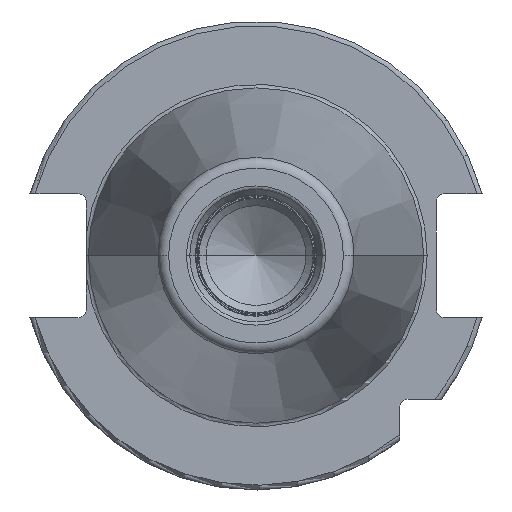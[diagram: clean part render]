
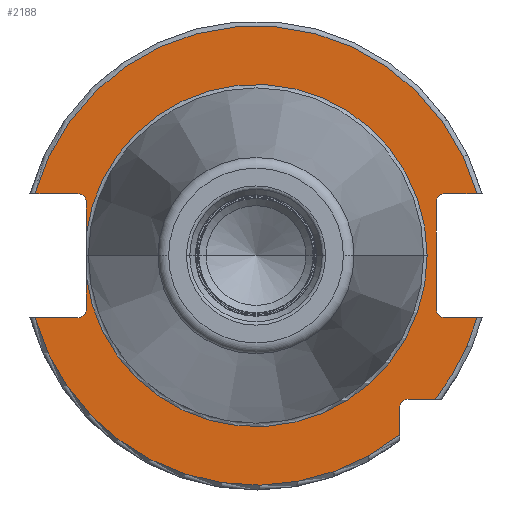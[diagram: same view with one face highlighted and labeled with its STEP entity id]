
A CAD part, left-side view. The second image highlights one B-rep face of the part: STEP entity #2188.
In plain terms, the highlighted planar face has unit normal (-1, 0, 0).
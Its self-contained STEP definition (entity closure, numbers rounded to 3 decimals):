
#105=CARTESIAN_POINT('',(3.2,35.3,-4.415));
#117=CARTESIAN_POINT('',(3.2,0.,0.));
#118=DIRECTION('',(-1.,0.,0.));
#119=DIRECTION('',(0.,0.992,-0.124));
#120=AXIS2_PLACEMENT_3D('',#117,#118,#119);
#135=CARTESIAN_POINT('',(3.2,37.05,11.15));
#136=DIRECTION('',(1.,0.,0.));
#137=DIRECTION('',(0.,0.,1.));
#138=AXIS2_PLACEMENT_3D('',#135,#136,#137);
#195=CARTESIAN_POINT('',(3.2,-39.25,-11.15));
#196=DIRECTION('',(1.,0.,0.));
#197=DIRECTION('',(0.,0.,-1.));
#198=AXIS2_PLACEMENT_3D('',#195,#196,#197);
#266=CARTESIAN_POINT('',(3.2,37.05,-11.15));
#267=DIRECTION('',(1.,0.,0.));
#268=DIRECTION('',(0.,-1.,0.));
#269=AXIS2_PLACEMENT_3D('',#266,#267,#268);
#271=DIRECTION('',(0.,1.,0.));
#272=VECTOR('',#271,6.711);
#273=CARTESIAN_POINT('',(3.2,-45.961,12.9));
#274=LINE('',#273,#272);
#275=DIRECTION('',(0.,0.,1.));
#276=VECTOR('',#275,22.3);
#277=CARTESIAN_POINT('',(3.2,-37.5,-11.15));
#278=LINE('',#277,#276);
#279=DIRECTION('',(0.,1.,0.));
#280=VECTOR('',#279,6.711);
#281=CARTESIAN_POINT('',(3.2,-45.961,-12.9));
#282=LINE('',#281,#280);
#283=CARTESIAN_POINT('',(3.2,0.,0.));
#284=DIRECTION('',(-1.,0.,0.));
#285=DIRECTION('',(0.,-0.78,-0.625));
#286=AXIS2_PLACEMENT_3D('',#283,#284,#285);
#288=DIRECTION('',(0.,-1.,0.));
#289=VECTOR('',#288,5.654);
#290=CARTESIAN_POINT('',(3.2,-31.6,-29.85));
#291=LINE('',#290,#289);
#292=DIRECTION('',(0.,0.,1.));
#293=VECTOR('',#292,5.654);
#294=CARTESIAN_POINT('',(3.2,-29.85,-37.254));
#295=LINE('',#294,#293);
#296=CARTESIAN_POINT('',(3.2,0.,0.));
#297=DIRECTION('',(-1.,0.,0.));
#298=DIRECTION('',(0.,0.963,-0.27));
#299=AXIS2_PLACEMENT_3D('',#296,#297,#298);
#301=DIRECTION('',(0.,-1.,0.));
#302=VECTOR('',#301,8.911);
#303=CARTESIAN_POINT('',(3.2,45.961,-12.9));
#304=LINE('',#303,#302);
#305=DIRECTION('',(0.,0.,-1.));
#306=VECTOR('',#305,6.735);
#307=CARTESIAN_POINT('',(3.2,35.3,-4.415));
#308=LINE('',#307,#306);
#309=DIRECTION('',(0.,0.,-1.));
#310=VECTOR('',#309,6.735);
#311=CARTESIAN_POINT('',(3.2,35.3,11.15));
#312=LINE('',#311,#310);
#313=DIRECTION('',(0.,-1.,0.));
#314=VECTOR('',#313,8.911);
#315=CARTESIAN_POINT('',(3.2,45.961,12.9));
#316=LINE('',#315,#314);
#317=CARTESIAN_POINT('',(3.2,0.,0.));
#318=DIRECTION('',(1.,0.,0.));
#319=DIRECTION('',(0.,0.963,0.27));
#320=AXIS2_PLACEMENT_3D('',#317,#318,#319);
#331=CARTESIAN_POINT('',(3.2,-39.25,11.15));
#332=DIRECTION('',(1.,0.,0.));
#333=DIRECTION('',(0.,1.,0.));
#334=AXIS2_PLACEMENT_3D('',#331,#332,#333);
#345=CARTESIAN_POINT('',(3.2,45.961,12.9));
#352=CARTESIAN_POINT('',(3.2,-45.961,12.9));
#746=CARTESIAN_POINT('',(3.2,-31.6,-31.6));
#747=DIRECTION('',(1.,0.,0.));
#748=DIRECTION('',(0.,1.,0.));
#749=AXIS2_PLACEMENT_3D('',#746,#747,#748);
#755=CARTESIAN_POINT('',(3.2,45.961,-12.9));
#790=CARTESIAN_POINT('',(3.2,-45.961,-12.9));
#797=CARTESIAN_POINT('',(3.2,-37.254,-29.85));
#936=CARTESIAN_POINT('',(3.2,35.3,4.415));
#947=CARTESIAN_POINT('',(3.2,0.,0.));
#948=DIRECTION('',(1.,0.,0.));
#949=DIRECTION('',(0.,0.992,0.124));
#950=AXIS2_PLACEMENT_3D('',#947,#948,#949);
#1522=CARTESIAN_POINT('',(3.2,-35.575,0.));
#1524=VERTEX_POINT('',#1522);
#1648=VERTEX_POINT('',#936);
#1650=VERTEX_POINT('',#105);
#1653=VERTEX_POINT('',#345);
#1654=VERTEX_POINT('',#352);
#1657=VERTEX_POINT('',#755);
#1658=VERTEX_POINT('',#790);
#1681=CARTESIAN_POINT('',(3.2,-29.85,-37.254));
#1682=VERTEX_POINT('',#1681);
#1684=CARTESIAN_POINT('',(3.2,-37.5,-11.15));
#1686=VERTEX_POINT('',#1684);
#1688=CARTESIAN_POINT('',(3.2,-39.25,-12.9));
#1690=VERTEX_POINT('',#1688);
#1692=CARTESIAN_POINT('',(3.2,-39.25,12.9));
#1694=VERTEX_POINT('',#1692);
#1696=CARTESIAN_POINT('',(3.2,-37.5,11.15));
#1698=VERTEX_POINT('',#1696);
#1700=CARTESIAN_POINT('',(3.2,35.3,11.15));
#1702=VERTEX_POINT('',#1700);
#1704=CARTESIAN_POINT('',(3.2,37.05,12.9));
#1706=VERTEX_POINT('',#1704);
#1708=CARTESIAN_POINT('',(3.2,37.05,-12.9));
#1710=VERTEX_POINT('',#1708);
#1712=CARTESIAN_POINT('',(3.2,35.3,-11.15));
#1714=VERTEX_POINT('',#1712);
#1719=CARTESIAN_POINT('',(3.2,-29.85,-31.6));
#1720=CARTESIAN_POINT('',(3.2,-31.6,-29.85));
#1721=VERTEX_POINT('',#1719);
#1722=VERTEX_POINT('',#1720);
#1785=VERTEX_POINT('',#797);
#2152=CARTESIAN_POINT('',(3.2,0.,0.));
#2153=DIRECTION('',(1.,0.,0.));
#2154=DIRECTION('',(0.,-1.,0.));
#2155=AXIS2_PLACEMENT_3D('',#2152,#2153,#2154);
#2156=PLANE('',#2155);
#2158=ORIENTED_EDGE('',*,*,#2157,.T.);
#2160=ORIENTED_EDGE('',*,*,#2159,.F.);
#2161=ORIENTED_EDGE('',*,*,#2020,.F.);
#2162=ORIENTED_EDGE('',*,*,#2037,.F.);
#2163=ORIENTED_EDGE('',*,*,#2071,.F.);
#2165=ORIENTED_EDGE('',*,*,#2164,.F.);
#2167=ORIENTED_EDGE('',*,*,#2166,.F.);
#2169=ORIENTED_EDGE('',*,*,#2168,.F.);
#2171=ORIENTED_EDGE('',*,*,#2170,.F.);
#2173=ORIENTED_EDGE('',*,*,#2172,.F.);
#2174=ORIENTED_EDGE('',*,*,#2112,.T.);
#2175=ORIENTED_EDGE('',*,*,#2147,.F.);
#2176=ORIENTED_EDGE('',*,*,#1945,.F.);
#2177=ORIENTED_EDGE('',*,*,#1928,.T.);
#2179=ORIENTED_EDGE('',*,*,#2178,.F.);
#2180=ORIENTED_EDGE('',*,*,#1940,.F.);
#2181=ORIENTED_EDGE('',*,*,#1964,.F.);
#2183=ORIENTED_EDGE('',*,*,#2182,.F.);
#2185=ORIENTED_EDGE('',*,*,#2184,.T.);
#2186=EDGE_LOOP('',(#2158,#2160,#2161,#2162,#2163,#2165,#2167,#2169,#2171,#2173,
#2174,#2175,#2176,#2177,#2179,#2180,#2181,#2183,#2185));
#2187=FACE_OUTER_BOUND('',#2186,.F.);
#2188=ADVANCED_FACE('',(#2187),#2156,.F.);
#121=CIRCLE('',#120,35.575);
#139=CIRCLE('',#138,1.75);
#199=CIRCLE('',#198,1.75);
#270=CIRCLE('',#269,1.75);
#287=CIRCLE('',#286,47.738);
#300=CIRCLE('',#299,47.738);
#321=CIRCLE('',#320,47.738);
#335=CIRCLE('',#334,1.75);
#750=CIRCLE('',#749,1.75);
#951=CIRCLE('',#950,35.575);
#1928=EDGE_CURVE('',#1650,#1524,#121,.T.);
#1940=EDGE_CURVE('',#1702,#1648,#312,.T.);
#1945=EDGE_CURVE('',#1650,#1714,#308,.T.);
#1964=EDGE_CURVE('',#1706,#1702,#139,.T.);
#2020=EDGE_CURVE('',#1686,#1698,#278,.T.);
#2037=EDGE_CURVE('',#1690,#1686,#199,.T.);
#2071=EDGE_CURVE('',#1658,#1690,#282,.T.);
#2112=EDGE_CURVE('',#1657,#1710,#304,.T.);
#2147=EDGE_CURVE('',#1714,#1710,#270,.T.);
#2157=EDGE_CURVE('',#1654,#1694,#274,.T.);
#2159=EDGE_CURVE('',#1698,#1694,#335,.T.);
#2164=EDGE_CURVE('',#1785,#1658,#287,.T.);
#2166=EDGE_CURVE('',#1722,#1785,#291,.T.);
#2168=EDGE_CURVE('',#1721,#1722,#750,.T.);
#2170=EDGE_CURVE('',#1682,#1721,#295,.T.);
#2172=EDGE_CURVE('',#1657,#1682,#300,.T.);
#2178=EDGE_CURVE('',#1648,#1524,#951,.T.);
#2182=EDGE_CURVE('',#1653,#1706,#316,.T.);
#2184=EDGE_CURVE('',#1653,#1654,#321,.T.);
